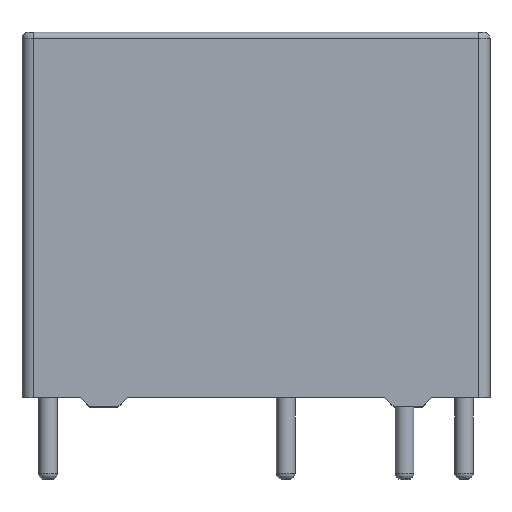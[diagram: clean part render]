
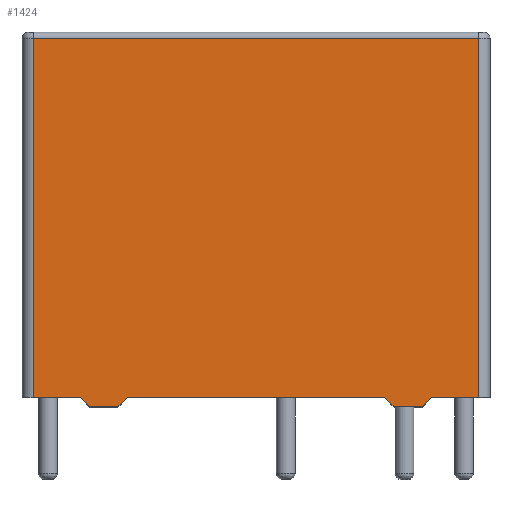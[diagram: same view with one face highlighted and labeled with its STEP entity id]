
A CAD part, top view. The second image highlights one B-rep face of the part: STEP entity #1424.
In plain terms, the highlighted planar face has unit normal (0, 0, 1).
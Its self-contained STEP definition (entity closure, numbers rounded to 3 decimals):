
#230=FACE_OUTER_BOUND('',#320,.T.);
#320=EDGE_LOOP('',(#1183,#1184,#1185,#1186,#1187,#1188,#1189,#1190,#1191,
#1192,#1193,#1194));
#352=LINE('',#2109,#462);
#356=LINE('',#2117,#466);
#359=LINE('',#2123,#469);
#368=LINE('',#2148,#478);
#369=LINE('',#2151,#479);
#372=LINE('',#2158,#482);
#376=LINE('',#2166,#486);
#379=LINE('',#2171,#489);
#381=LINE('',#2175,#491);
#434=LINE('',#2435,#544);
#447=LINE('',#2497,#557);
#449=LINE('',#2500,#559);
#462=VECTOR('',#1651,10.);
#466=VECTOR('',#1657,10.);
#469=VECTOR('',#1662,10.);
#478=VECTOR('',#1681,10.);
#479=VECTOR('',#1684,10.);
#482=VECTOR('',#1689,10.);
#486=VECTOR('',#1695,10.);
#489=VECTOR('',#1700,10.);
#491=VECTOR('',#1704,10.);
#544=VECTOR('',#1923,10.);
#557=VECTOR('',#1978,10.);
#559=VECTOR('',#1982,10.);
#572=VERTEX_POINT('',#2107);
#573=VERTEX_POINT('',#2108);
#576=VERTEX_POINT('',#2116);
#578=VERTEX_POINT('',#2122);
#589=VERTEX_POINT('',#2146);
#590=VERTEX_POINT('',#2150);
#592=VERTEX_POINT('',#2156);
#593=VERTEX_POINT('',#2157);
#596=VERTEX_POINT('',#2165);
#598=VERTEX_POINT('',#2174);
#665=VERTEX_POINT('',#2425);
#667=VERTEX_POINT('',#2431);
#704=EDGE_CURVE('',#572,#573,#352,.T.);
#708=EDGE_CURVE('',#572,#576,#356,.T.);
#711=EDGE_CURVE('',#578,#573,#359,.T.);
#724=EDGE_CURVE('',#576,#589,#368,.T.);
#725=EDGE_CURVE('',#590,#578,#369,.T.);
#728=EDGE_CURVE('',#592,#593,#372,.T.);
#732=EDGE_CURVE('',#596,#592,#376,.T.);
#735=EDGE_CURVE('',#590,#596,#379,.T.);
#737=EDGE_CURVE('',#598,#593,#381,.T.);
#841=EDGE_CURVE('',#665,#667,#434,.T.);
#866=EDGE_CURVE('',#589,#667,#447,.T.);
#868=EDGE_CURVE('',#598,#665,#449,.T.);
#1183=ORIENTED_EDGE('',*,*,#841,.F.);
#1184=ORIENTED_EDGE('',*,*,#868,.F.);
#1185=ORIENTED_EDGE('',*,*,#737,.T.);
#1186=ORIENTED_EDGE('',*,*,#728,.F.);
#1187=ORIENTED_EDGE('',*,*,#732,.F.);
#1188=ORIENTED_EDGE('',*,*,#735,.F.);
#1189=ORIENTED_EDGE('',*,*,#725,.T.);
#1190=ORIENTED_EDGE('',*,*,#711,.T.);
#1191=ORIENTED_EDGE('',*,*,#704,.F.);
#1192=ORIENTED_EDGE('',*,*,#708,.T.);
#1193=ORIENTED_EDGE('',*,*,#724,.T.);
#1194=ORIENTED_EDGE('',*,*,#866,.T.);
#1349=PLANE('',#1591);
#1424=ADVANCED_FACE('',(#230),#1349,.T.);
#1591=AXIS2_PLACEMENT_3D('',#2499,#1980,#1981);
#1651=DIRECTION('',(-1.,0.,0.));
#1657=DIRECTION('',(0.707,0.707,0.));
#1662=DIRECTION('',(0.707,-0.707,0.));
#1681=DIRECTION('',(1.,0.,0.));
#1684=DIRECTION('',(1.,0.,0.));
#1689=DIRECTION('',(-0.707,0.707,0.));
#1695=DIRECTION('',(-1.,0.,0.));
#1700=DIRECTION('',(-0.707,-0.707,0.));
#1704=DIRECTION('',(1.,0.,0.));
#1923=DIRECTION('',(1.,0.,0.));
#1978=DIRECTION('',(0.,1.,0.));
#1980=DIRECTION('center_axis',(0.,0.,1.));
#1981=DIRECTION('ref_axis',(1.,0.,0.));
#1982=DIRECTION('',(0.,1.,0.));
#2107=CARTESIAN_POINT('',(7.1,-0.4,5.15));
#2108=CARTESIAN_POINT('',(5.9,-0.4,5.15));
#2109=CARTESIAN_POINT('',(7.5,-0.4,5.15));
#2116=CARTESIAN_POINT('',(7.5,0.,5.15));
#2117=CARTESIAN_POINT('',(7.1,-0.4,5.15));
#2122=CARTESIAN_POINT('',(5.5,0.,5.15));
#2123=CARTESIAN_POINT('',(5.5,0.,5.15));
#2146=CARTESIAN_POINT('',(9.5,0.,5.15));
#2148=CARTESIAN_POINT('',(-9.5,0.,5.15));
#2150=CARTESIAN_POINT('',(-5.5,0.,5.15));
#2151=CARTESIAN_POINT('',(-9.5,0.,5.15));
#2156=CARTESIAN_POINT('',(-7.1,-0.4,5.15));
#2157=CARTESIAN_POINT('',(-7.5,0.,5.15));
#2158=CARTESIAN_POINT('',(-7.1,-0.4,5.15));
#2165=CARTESIAN_POINT('',(-5.9,-0.4,5.15));
#2166=CARTESIAN_POINT('',(-5.5,-0.4,5.15));
#2171=CARTESIAN_POINT('',(-5.5,0.,5.15));
#2174=CARTESIAN_POINT('',(-9.5,0.,5.15));
#2175=CARTESIAN_POINT('',(-9.5,0.,5.15));
#2425=CARTESIAN_POINT('',(-9.5,15.35,5.15));
#2431=CARTESIAN_POINT('',(9.5,15.35,5.15));
#2435=CARTESIAN_POINT('',(-4.75,15.35,5.15));
#2497=CARTESIAN_POINT('',(9.5,0.,5.15));
#2499=CARTESIAN_POINT('Origin',(-9.5,0.,5.15));
#2500=CARTESIAN_POINT('',(-9.5,0.,5.15));
